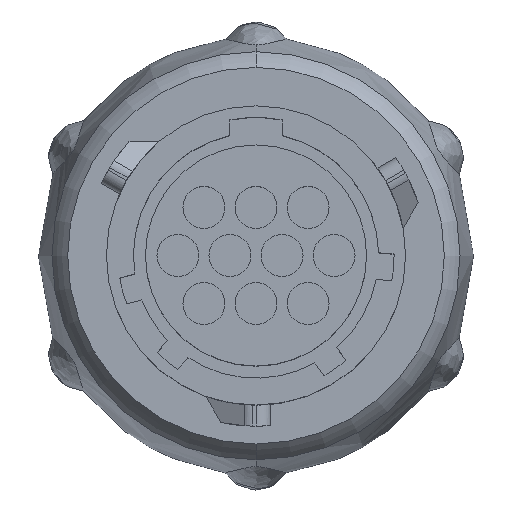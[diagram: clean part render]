
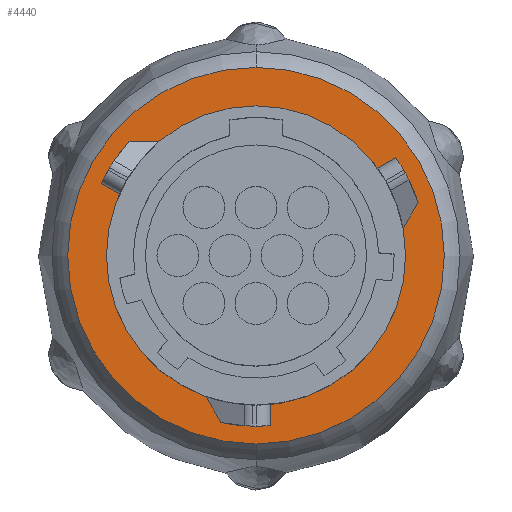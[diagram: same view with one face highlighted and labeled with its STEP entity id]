
A CAD part, top view. The second image highlights one B-rep face of the part: STEP entity #4440.
In plain terms, the highlighted planar face has unit normal (0, 0, 1).
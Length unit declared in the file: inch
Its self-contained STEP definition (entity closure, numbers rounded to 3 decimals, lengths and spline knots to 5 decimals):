
#1311=CARTESIAN_POINT('',(0.,0.,0.85236));
#1312=DIRECTION('',(0.,0.,1.));
#1313=DIRECTION('',(0.,1.,0.));
#1314=AXIS2_PLACEMENT_3D('',#1311,#1312,#1313);
#1316=CARTESIAN_POINT('',(0.,0.,0.85236));
#1317=DIRECTION('',(0.,0.,-1.));
#1318=DIRECTION('',(0.,1.,0.));
#1319=AXIS2_PLACEMENT_3D('',#1316,#1317,#1318);
#1344=CARTESIAN_POINT('',(0.,0.,0.85236));
#1345=DIRECTION('',(0.,0.,1.));
#1346=DIRECTION('',(0.,1.,0.));
#1347=AXIS2_PLACEMENT_3D('',#1344,#1345,#1346);
#1536=CARTESIAN_POINT('',(0.,0.,0.85236));
#1537=DIRECTION('',(0.,0.,-1.));
#1538=DIRECTION('',(0.,1.,0.));
#1539=AXIS2_PLACEMENT_3D('',#1536,#1537,#1538);
#3366=CARTESIAN_POINT('',(0.,0.46989,0.85236));
#3368=VERTEX_POINT('',#3366);
#3378=CARTESIAN_POINT('',(0.,-0.46989,0.85236));
#3380=VERTEX_POINT('',#3378);
#3481=CARTESIAN_POINT('',(0.,0.37323,0.85236));
#3483=VERTEX_POINT('',#3481);
#3487=CARTESIAN_POINT('',(0.,-0.37323,0.85236));
#3488=VERTEX_POINT('',#3487);
#4425=CARTESIAN_POINT('',(0.,0.,0.85236));
#4426=DIRECTION('',(0.,0.,-1.));
#4427=DIRECTION('',(0.,-1.,0.));
#4428=AXIS2_PLACEMENT_3D('',#4425,#4426,#4427);
#4429=PLANE('',#4428);
#4430=ORIENTED_EDGE('',*,*,#4418,.F.);
#4431=ORIENTED_EDGE('',*,*,#4407,.T.);
#4432=EDGE_LOOP('',(#4430,#4431));
#4433=FACE_OUTER_BOUND('',#4432,.F.);
#4435=ORIENTED_EDGE('',*,*,#4434,.T.);
#4437=ORIENTED_EDGE('',*,*,#4436,.F.);
#4438=EDGE_LOOP('',(#4435,#4437));
#4439=FACE_BOUND('',#4438,.F.);
#4440=ADVANCED_FACE('',(#4433,#4439),#4429,.F.);
#1315=CIRCLE('',#1314,0.46989);
#1320=CIRCLE('',#1319,0.46989);
#1348=CIRCLE('',#1347,0.37323);
#1540=CIRCLE('',#1539,0.37323);
#4407=EDGE_CURVE('',#3368,#3380,#1320,.T.);
#4418=EDGE_CURVE('',#3368,#3380,#1315,.T.);
#4434=EDGE_CURVE('',#3483,#3488,#1348,.T.);
#4436=EDGE_CURVE('',#3483,#3488,#1540,.T.);
